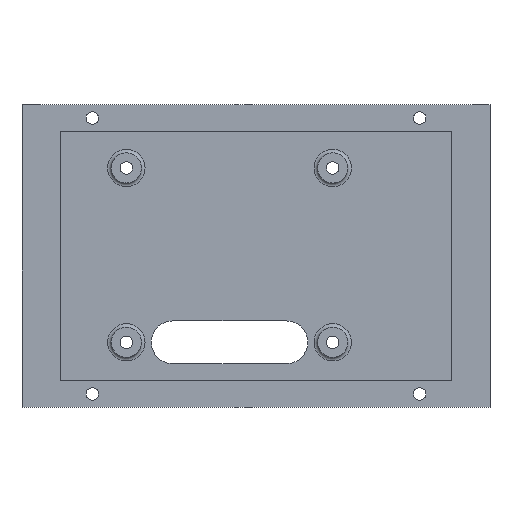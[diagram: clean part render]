
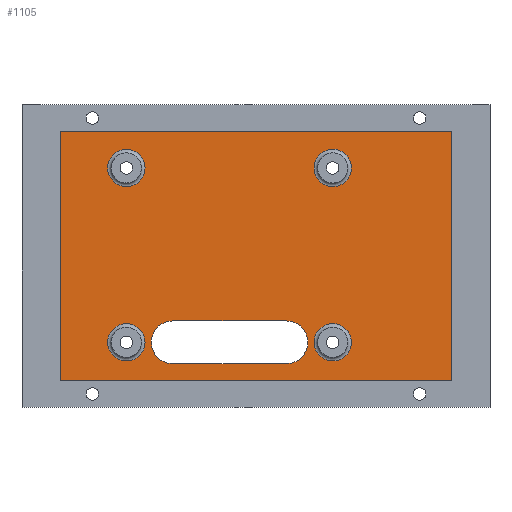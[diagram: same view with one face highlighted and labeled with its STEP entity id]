
A CAD part, top view. The second image highlights one B-rep face of the part: STEP entity #1105.
In plain terms, the highlighted planar face has unit normal (0, 0, 1).
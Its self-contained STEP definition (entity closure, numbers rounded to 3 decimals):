
#45=FACE_BOUND('',#295,.T.);
#46=FACE_BOUND('',#296,.T.);
#47=FACE_BOUND('',#297,.T.);
#48=FACE_BOUND('',#298,.T.);
#49=FACE_BOUND('',#299,.T.);
#63=CIRCLE('',#1155,6.);
#65=CIRCLE('',#1159,6.);
#112=CIRCLE('',#1240,5.25);
#114=CIRCLE('',#1243,5.25);
#115=CIRCLE('',#1244,5.25);
#116=CIRCLE('',#1245,5.25);
#209=FACE_OUTER_BOUND('',#294,.T.);
#294=EDGE_LOOP('',(#948,#949,#950,#951));
#295=EDGE_LOOP('',(#952,#953,#954,#955));
#296=EDGE_LOOP('',(#956));
#297=EDGE_LOOP('',(#957));
#298=EDGE_LOOP('',(#958));
#299=EDGE_LOOP('',(#959));
#360=LINE('',#1730,#432);
#362=LINE('',#1739,#434);
#383=LINE('',#1880,#455);
#386=LINE('',#1885,#458);
#388=LINE('',#1889,#460);
#390=LINE('',#1892,#462);
#432=VECTOR('',#1349,10.);
#434=VECTOR('',#1359,10.);
#455=VECTOR('',#1534,10.);
#458=VECTOR('',#1539,10.);
#460=VECTOR('',#1543,10.);
#462=VECTOR('',#1547,10.);
#496=VERTEX_POINT('',#1724);
#498=VERTEX_POINT('',#1728);
#500=VERTEX_POINT('',#1734);
#501=VERTEX_POINT('',#1738);
#543=VERTEX_POINT('',#1878);
#544=VERTEX_POINT('',#1879);
#545=VERTEX_POINT('',#1884);
#546=VERTEX_POINT('',#1888);
#549=VERTEX_POINT('',#1897);
#550=VERTEX_POINT('',#1902);
#551=VERTEX_POINT('',#1904);
#552=VERTEX_POINT('',#1906);
#608=EDGE_CURVE('',#496,#498,#360,.T.);
#610=EDGE_CURVE('',#496,#500,#63,.T.);
#612=EDGE_CURVE('',#501,#500,#362,.T.);
#616=EDGE_CURVE('',#501,#498,#65,.T.);
#679=EDGE_CURVE('',#543,#544,#383,.T.);
#682=EDGE_CURVE('',#545,#543,#386,.T.);
#684=EDGE_CURVE('',#544,#546,#388,.T.);
#686=EDGE_CURVE('',#546,#545,#390,.T.);
#689=EDGE_CURVE('',#549,#549,#112,.T.);
#691=EDGE_CURVE('',#550,#550,#114,.T.);
#692=EDGE_CURVE('',#551,#551,#115,.T.);
#693=EDGE_CURVE('',#552,#552,#116,.T.);
#948=ORIENTED_EDGE('',*,*,#682,.T.);
#949=ORIENTED_EDGE('',*,*,#679,.T.);
#950=ORIENTED_EDGE('',*,*,#684,.T.);
#951=ORIENTED_EDGE('',*,*,#686,.T.);
#952=ORIENTED_EDGE('',*,*,#608,.T.);
#953=ORIENTED_EDGE('',*,*,#616,.F.);
#954=ORIENTED_EDGE('',*,*,#612,.T.);
#955=ORIENTED_EDGE('',*,*,#610,.F.);
#956=ORIENTED_EDGE('',*,*,#691,.F.);
#957=ORIENTED_EDGE('',*,*,#692,.F.);
#958=ORIENTED_EDGE('',*,*,#693,.F.);
#959=ORIENTED_EDGE('',*,*,#689,.F.);
#1049=PLANE('',#1242);
#1105=ADVANCED_FACE('',(#209,#45,#46,#47,#48,#49),#1049,.T.);
#1155=AXIS2_PLACEMENT_3D('',#1735,#1354,#1355);
#1159=AXIS2_PLACEMENT_3D('',#1745,#1366,#1367);
#1240=AXIS2_PLACEMENT_3D('',#1899,#1554,#1555);
#1242=AXIS2_PLACEMENT_3D('',#1901,#1558,#1559);
#1243=AXIS2_PLACEMENT_3D('',#1903,#1560,#1561);
#1244=AXIS2_PLACEMENT_3D('',#1905,#1562,#1563);
#1245=AXIS2_PLACEMENT_3D('',#1907,#1564,#1565);
#1349=DIRECTION('',(-1.,0.,0.));
#1354=DIRECTION('center_axis',(0.,0.,1.));
#1355=DIRECTION('ref_axis',(0.707,-0.707,0.));
#1359=DIRECTION('',(1.,0.,0.));
#1366=DIRECTION('center_axis',(0.,0.,1.));
#1367=DIRECTION('ref_axis',(-0.707,0.707,0.));
#1534=DIRECTION('',(-1.,0.,0.));
#1539=DIRECTION('',(0.,1.,0.));
#1543=DIRECTION('',(0.,-1.,0.));
#1547=DIRECTION('',(1.,0.,0.));
#1554=DIRECTION('center_axis',(0.,0.,1.));
#1555=DIRECTION('ref_axis',(1.,0.,0.));
#1558=DIRECTION('center_axis',(0.,0.,1.));
#1559=DIRECTION('ref_axis',(1.,0.,0.));
#1560=DIRECTION('center_axis',(0.,0.,1.));
#1561=DIRECTION('ref_axis',(1.,0.,0.));
#1562=DIRECTION('center_axis',(0.,0.,1.));
#1563=DIRECTION('ref_axis',(1.,0.,0.));
#1564=DIRECTION('center_axis',(0.,0.,1.));
#1565=DIRECTION('ref_axis',(1.,0.,0.));
#1724=CARTESIAN_POINT('',(174.57,2.25,2.5));
#1728=CARTESIAN_POINT('',(142.57,2.25,2.5));
#1730=CARTESIAN_POINT('',(151.285,2.25,2.5));
#1734=CARTESIAN_POINT('',(174.57,14.25,2.5));
#1735=CARTESIAN_POINT('Origin',(174.57,8.25,2.5));
#1738=CARTESIAN_POINT('',(142.57,14.25,2.5));
#1739=CARTESIAN_POINT('',(173.285,14.25,2.5));
#1745=CARTESIAN_POINT('Origin',(142.57,8.25,2.5));
#1878=CARTESIAN_POINT('',(221.,67.5,2.5));
#1879=CARTESIAN_POINT('',(111.,67.5,2.5));
#1880=CARTESIAN_POINT('',(138.5,67.5,2.5));
#1884=CARTESIAN_POINT('',(221.,-2.5,2.5));
#1885=CARTESIAN_POINT('',(221.,50.,2.5));
#1888=CARTESIAN_POINT('',(111.,-2.5,2.5));
#1889=CARTESIAN_POINT('',(111.,15.,2.5));
#1892=CARTESIAN_POINT('',(193.5,-2.5,2.5));
#1897=CARTESIAN_POINT('',(192.82,8.25,2.5));
#1899=CARTESIAN_POINT('Origin',(187.57,8.25,2.5));
#1901=CARTESIAN_POINT('Origin',(166.,32.5,2.5));
#1902=CARTESIAN_POINT('',(192.82,57.25,2.5));
#1903=CARTESIAN_POINT('Origin',(187.57,57.25,2.5));
#1904=CARTESIAN_POINT('',(134.82,8.25,2.5));
#1905=CARTESIAN_POINT('Origin',(129.57,8.25,2.5));
#1906=CARTESIAN_POINT('',(134.82,57.25,2.5));
#1907=CARTESIAN_POINT('Origin',(129.57,57.25,2.5));
